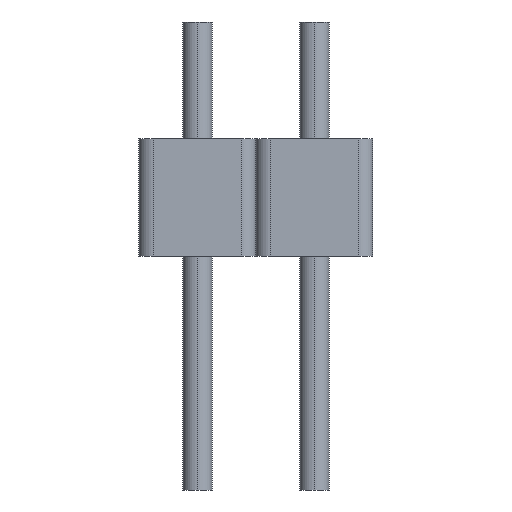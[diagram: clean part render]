
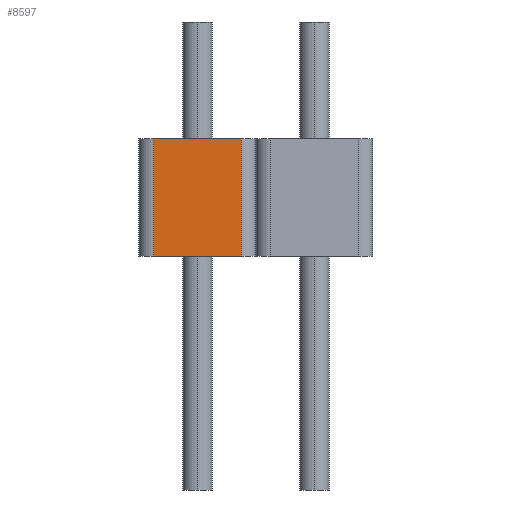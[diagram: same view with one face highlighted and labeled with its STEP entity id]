
A CAD part, left-side view. The second image highlights one B-rep face of the part: STEP entity #8597.
In plain terms, the highlighted planar face has unit normal (-1, 0, 0).
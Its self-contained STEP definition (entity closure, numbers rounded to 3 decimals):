
#60 = EDGE_CURVE ( 'NONE', #11250, #3574, #10930, .T. ) ;
#86 = AXIS2_PLACEMENT_3D ( 'NONE', #9869, #1317, #3227 ) ;
#488 = VECTOR ( 'NONE', #9516, 1000. ) ;
#1317 = DIRECTION ( 'NONE',  ( 1., 0., 0. ) ) ;
#1461 = VECTOR ( 'NONE', #11728, 1000. ) ;
#1529 = CARTESIAN_POINT ( 'NONE',  ( 0., -0.25, 2. ) ) ;
#1884 = LINE ( 'NONE', #6368, #6932 ) ;
#2636 = CARTESIAN_POINT ( 'NONE',  ( 0., -1.75, 2. ) ) ;
#2934 = ORIENTED_EDGE ( 'NONE', *, *, #4222, .T. ) ;
#3079 = ORIENTED_EDGE ( 'NONE', *, *, #8958, .T. ) ;
#3175 = EDGE_LOOP ( 'NONE', ( #3079, #8852, #10188, #2934 ) ) ;
#3227 = DIRECTION ( 'NONE',  ( 0., 1., 0. ) ) ;
#3574 = VERTEX_POINT ( 'NONE', #10647 ) ;
#3808 = CARTESIAN_POINT ( 'NONE',  ( 0., -0.25, 0. ) ) ;
#4222 = EDGE_CURVE ( 'NONE', #6389, #7055, #10549, .T. ) ;
#4902 = LINE ( 'NONE', #3808, #488 ) ;
#5043 = CARTESIAN_POINT ( 'NONE',  ( 0., -1.75, 2. ) ) ;
#5117 = CARTESIAN_POINT ( 'NONE',  ( 0., -0.25, 0. ) ) ;
#5989 = CARTESIAN_POINT ( 'NONE',  ( 0., -0.25, 2. ) ) ;
#6050 = EDGE_CURVE ( 'NONE', #6389, #11250, #1884, .T. ) ;
#6178 = DIRECTION ( 'NONE',  ( 0., 0., -1. ) ) ;
#6368 = CARTESIAN_POINT ( 'NONE',  ( 0., -0.25, 2. ) ) ;
#6389 = VERTEX_POINT ( 'NONE', #5989 ) ;
#6932 = VECTOR ( 'NONE', #7301, 1000. ) ;
#7055 = VERTEX_POINT ( 'NONE', #5117 ) ;
#7301 = DIRECTION ( 'NONE',  ( 0., -1., 0. ) ) ;
#8164 = FACE_OUTER_BOUND ( 'NONE', #3175, .T. ) ;
#8597 = ADVANCED_FACE ( 'NONE', ( #8164 ), #8828, .F. ) ;
#8828 = PLANE ( 'NONE',  #86 ) ;
#8852 = ORIENTED_EDGE ( 'NONE', *, *, #60, .F. ) ;
#8958 = EDGE_CURVE ( 'NONE', #7055, #3574, #4902, .T. ) ;
#9516 = DIRECTION ( 'NONE',  ( 0., -1., 0. ) ) ;
#9869 = CARTESIAN_POINT ( 'NONE',  ( 0., -0.25, 2. ) ) ;
#9948 = VECTOR ( 'NONE', #6178, 1000. ) ;
#10188 = ORIENTED_EDGE ( 'NONE', *, *, #6050, .F. ) ;
#10549 = LINE ( 'NONE', #1529, #9948 ) ;
#10647 = CARTESIAN_POINT ( 'NONE',  ( 0., -1.75, 0. ) ) ;
#10930 = LINE ( 'NONE', #5043, #1461 ) ;
#11250 = VERTEX_POINT ( 'NONE', #2636 ) ;
#11728 = DIRECTION ( 'NONE',  ( 0., 0., -1. ) ) ;
